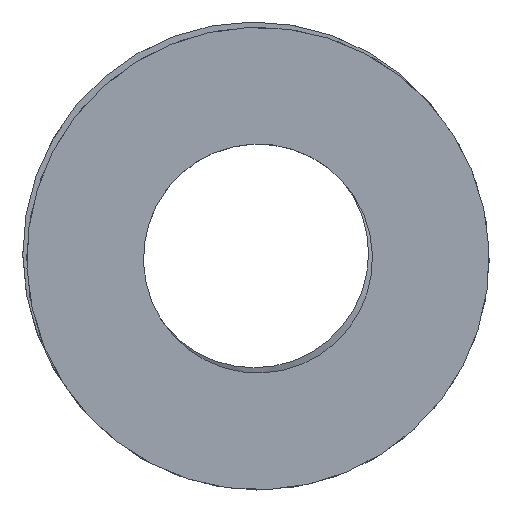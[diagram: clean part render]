
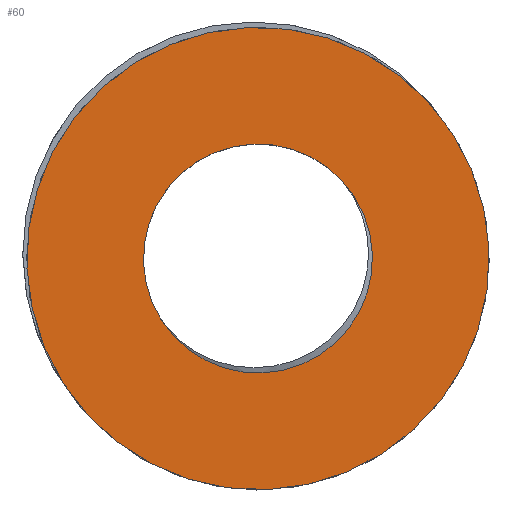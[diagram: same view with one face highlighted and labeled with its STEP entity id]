
A CAD part, top view. The second image highlights one B-rep face of the part: STEP entity #60.
In plain terms, the highlighted face is planar.
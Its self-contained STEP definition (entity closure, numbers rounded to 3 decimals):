
#4 = FACE_OUTER_BOUND ( 'NONE', #19, .T. ) ;
#19 = EDGE_LOOP ( 'NONE', ( #238 ) ) ;
#39 = CIRCLE ( 'NONE', #88, 2.6 ) ;
#47 = DIRECTION ( 'NONE',  ( 0., 0., 1. ) ) ;
#60 = ADVANCED_FACE ( 'NONE', ( #4, #93 ), #395, .F. ) ;
#73 = DIRECTION ( 'NONE',  ( 0., 0., 1. ) ) ;
#88 = AXIS2_PLACEMENT_3D ( 'NONE', #515, #73, #369 ) ;
#93 = FACE_BOUND ( 'NONE', #386, .T. ) ;
#99 = VERTEX_POINT ( 'NONE', #305 ) ;
#105 = DIRECTION ( 'NONE',  ( 0., 0., 1. ) ) ;
#126 = ORIENTED_EDGE ( 'NONE', *, *, #229, .T. ) ;
#149 = CARTESIAN_POINT ( 'NONE',  ( 2.6, 0., -2. ) ) ;
#229 = EDGE_CURVE ( 'NONE', #398, #398, #39, .T. ) ;
#238 = ORIENTED_EDGE ( 'NONE', *, *, #633, .F. ) ;
#305 = CARTESIAN_POINT ( 'NONE',  ( 5.25, 0., -2. ) ) ;
#309 = DIRECTION ( 'NONE',  ( 1., 0., 0. ) ) ;
#369 = DIRECTION ( 'NONE',  ( 1., 0., 0. ) ) ;
#384 = AXIS2_PLACEMENT_3D ( 'NONE', #494, #105, #309 ) ;
#386 = EDGE_LOOP ( 'NONE', ( #126 ) ) ;
#395 = PLANE ( 'NONE',  #606 ) ;
#398 = VERTEX_POINT ( 'NONE', #149 ) ;
#447 = CARTESIAN_POINT ( 'NONE',  ( 0., 5.25, -2. ) ) ;
#494 = CARTESIAN_POINT ( 'NONE',  ( 0., 0., -2. ) ) ;
#506 = CIRCLE ( 'NONE', #384, 5.25 ) ;
#515 = CARTESIAN_POINT ( 'NONE',  ( 0., 0., -2. ) ) ;
#599 = DIRECTION ( 'NONE',  ( 1., 0., 0. ) ) ;
#606 = AXIS2_PLACEMENT_3D ( 'NONE', #447, #47, #599 ) ;
#633 = EDGE_CURVE ( 'NONE', #99, #99, #506, .T. ) ;
